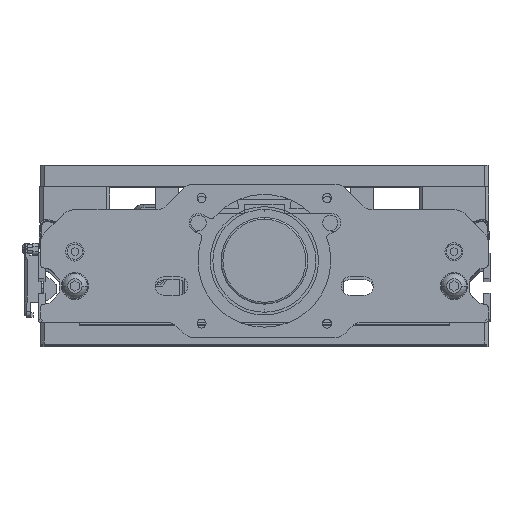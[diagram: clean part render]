
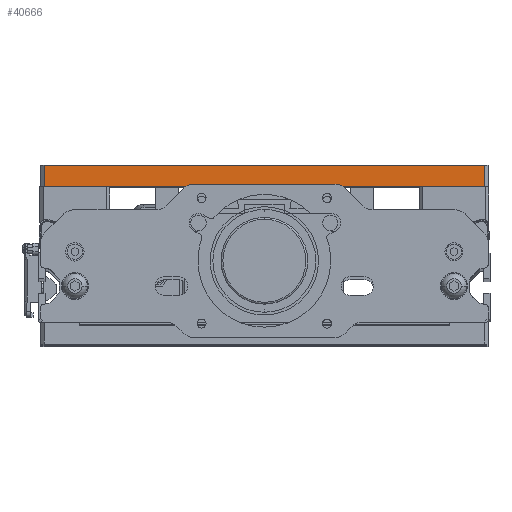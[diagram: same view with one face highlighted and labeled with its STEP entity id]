
A CAD part, top view. The second image highlights one B-rep face of the part: STEP entity #40666.
In plain terms, the highlighted planar face has unit normal (0, 0, 1).
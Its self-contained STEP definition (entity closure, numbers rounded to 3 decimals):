
#2673 = CARTESIAN_POINT ( 'NONE',  ( 122., 88., 335. ) ) ;
#4153 = EDGE_LOOP ( 'NONE', ( #5616, #67094, #72455, #30392 ) ) ;
#5616 = ORIENTED_EDGE ( 'NONE', *, *, #33877, .F. ) ;
#6933 = DIRECTION ( 'NONE',  ( 0., 1., 0. ) ) ;
#10241 = EDGE_CURVE ( 'NONE', #57277, #85861, #70158, .T. ) ;
#11294 = PLANE ( 'NONE',  #60334 ) ;
#17507 = CARTESIAN_POINT ( 'NONE',  ( -122., 100., 335. ) ) ;
#17846 = CARTESIAN_POINT ( 'NONE',  ( -122., 88., 335. ) ) ;
#23205 = LINE ( 'NONE', #56713, #82746 ) ;
#30392 = ORIENTED_EDGE ( 'NONE', *, *, #10241, .T. ) ;
#32651 = DIRECTION ( 'NONE',  ( 1., 0., 0. ) ) ;
#33688 = CARTESIAN_POINT ( 'NONE',  ( 122., 88., 335. ) ) ;
#33877 = EDGE_CURVE ( 'NONE', #75262, #85861, #50394, .T. ) ;
#33918 = VECTOR ( 'NONE', #35761, 1000. ) ;
#35761 = DIRECTION ( 'NONE',  ( 0., 1., 0. ) ) ;
#40666 = ADVANCED_FACE ( 'NONE', ( #50915 ), #11294, .T. ) ;
#41120 = CARTESIAN_POINT ( 'NONE',  ( 122., 100., 335. ) ) ;
#41273 = EDGE_CURVE ( 'NONE', #52673, #57277, #23205, .T. ) ;
#43300 = VECTOR ( 'NONE', #82242, 1000. ) ;
#45215 = LINE ( 'NONE', #64832, #75061 ) ;
#50394 = LINE ( 'NONE', #77004, #43300 ) ;
#50600 = DIRECTION ( 'NONE',  ( 1., 0., 0. ) ) ;
#50915 = FACE_OUTER_BOUND ( 'NONE', #4153, .T. ) ;
#52673 = VERTEX_POINT ( 'NONE', #67981 ) ;
#56713 = CARTESIAN_POINT ( 'NONE',  ( -122., 88., 335. ) ) ;
#57277 = VERTEX_POINT ( 'NONE', #33688 ) ;
#60334 = AXIS2_PLACEMENT_3D ( 'NONE', #17846, #78824, #32651 ) ;
#64832 = CARTESIAN_POINT ( 'NONE',  ( -122., 88., 335. ) ) ;
#67094 = ORIENTED_EDGE ( 'NONE', *, *, #83135, .F. ) ;
#67981 = CARTESIAN_POINT ( 'NONE',  ( -122., 88., 335. ) ) ;
#70158 = LINE ( 'NONE', #2673, #33918 ) ;
#72455 = ORIENTED_EDGE ( 'NONE', *, *, #41273, .T. ) ;
#75061 = VECTOR ( 'NONE', #6933, 1000. ) ;
#75262 = VERTEX_POINT ( 'NONE', #17507 ) ;
#77004 = CARTESIAN_POINT ( 'NONE',  ( -122., 100., 335. ) ) ;
#78824 = DIRECTION ( 'NONE',  ( 0., 0., 1. ) ) ;
#82242 = DIRECTION ( 'NONE',  ( 1., 0., 0. ) ) ;
#82746 = VECTOR ( 'NONE', #50600, 1000. ) ;
#83135 = EDGE_CURVE ( 'NONE', #52673, #75262, #45215, .T. ) ;
#85861 = VERTEX_POINT ( 'NONE', #41120 ) ;
